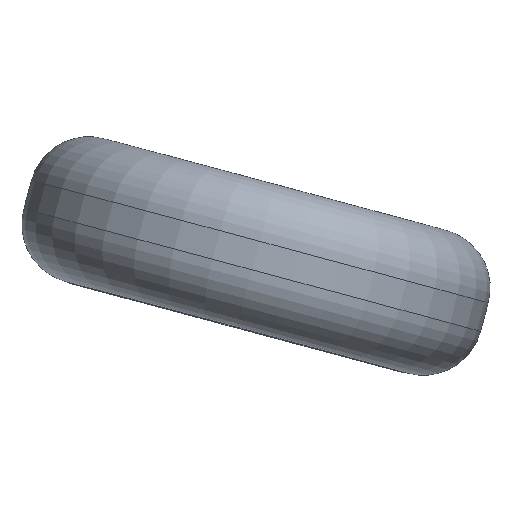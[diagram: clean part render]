
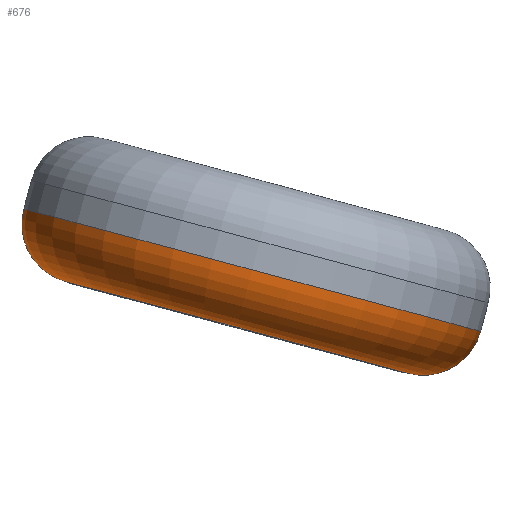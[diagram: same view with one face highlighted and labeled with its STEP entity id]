
A CAD part, top view. The second image highlights one B-rep face of the part: STEP entity #676.
In plain terms, the highlighted toroidal (fillet/blend) face has major radius 3 mm and minor radius 1 mm.
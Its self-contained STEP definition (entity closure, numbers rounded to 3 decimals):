
#676 = ADVANCED_FACE('',(#677),#715,.T.);
#677 = FACE_BOUND('',#678,.T.);
#678 = EDGE_LOOP('',(#679,#690,#699,#708));
#679 = ORIENTED_EDGE('',*,*,#680,.F.);
#680 = EDGE_CURVE('',#681,#683,#685,.T.);
#681 = VERTEX_POINT('',#682);
#682 = CARTESIAN_POINT('',(-1.428,0.015,
    5.788));
#683 = VERTEX_POINT('',#684);
#684 = CARTESIAN_POINT('',(6.299,-2.055,5.788
    ));
#685 = CIRCLE('',#686,4.);
#686 = AXIS2_PLACEMENT_3D('',#687,#688,#689);
#687 = CARTESIAN_POINT('',(2.435,-1.02,5.788
    ));
#688 = DIRECTION('',(0.259,0.966,0.));
#689 = DIRECTION('',(0.966,-0.259,0.)
  );
#690 = ORIENTED_EDGE('',*,*,#691,.T.);
#691 = EDGE_CURVE('',#681,#692,#694,.T.);
#692 = VERTEX_POINT('',#693);
#693 = CARTESIAN_POINT('',(-0.721,-1.209,
    5.788));
#694 = CIRCLE('',#695,1.);
#695 = AXIS2_PLACEMENT_3D('',#696,#697,#698);
#696 = CARTESIAN_POINT('',(-0.462,-0.244,
    5.788));
#697 = DIRECTION('',(0.,0.,1.));
#698 = DIRECTION('',(-0.966,0.259,0.)
  );
#699 = ORIENTED_EDGE('',*,*,#700,.F.);
#700 = EDGE_CURVE('',#701,#692,#703,.T.);
#701 = VERTEX_POINT('',#702);
#702 = CARTESIAN_POINT('',(5.074,-2.762,5.788
    ));
#703 = CIRCLE('',#704,3.);
#704 = AXIS2_PLACEMENT_3D('',#705,#706,#707);
#705 = CARTESIAN_POINT('',(2.176,-1.986,5.788
    ));
#706 = DIRECTION('',(-0.259,-0.966,0.
    ));
#707 = DIRECTION('',(0.966,-0.259,0.)
  );
#708 = ORIENTED_EDGE('',*,*,#709,.F.);
#709 = EDGE_CURVE('',#683,#701,#710,.T.);
#710 = CIRCLE('',#711,1.);
#711 = AXIS2_PLACEMENT_3D('',#712,#713,#714);
#712 = CARTESIAN_POINT('',(5.333,-1.796,5.788
    ));
#713 = DIRECTION('',(0.,0.,-1.));
#714 = DIRECTION('',(0.259,0.966,0.));
#715 = TOROIDAL_SURFACE('',#716,3.,1.);
#716 = AXIS2_PLACEMENT_3D('',#717,#718,#719);
#717 = CARTESIAN_POINT('',(2.435,-1.02,5.788
    ));
#718 = DIRECTION('',(-0.259,-0.966,0.
    ));
#719 = DIRECTION('',(0.966,-0.259,0.)
  );
